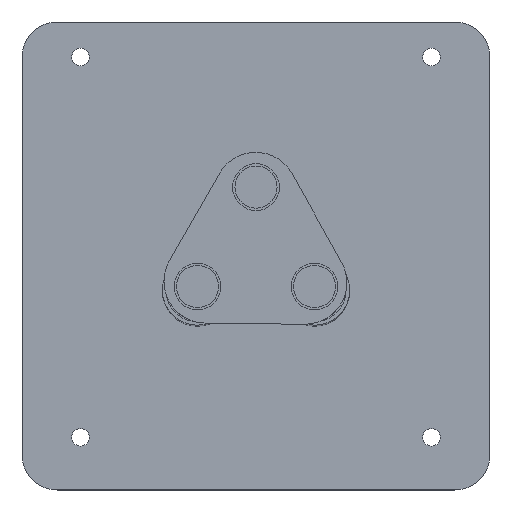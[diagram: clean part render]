
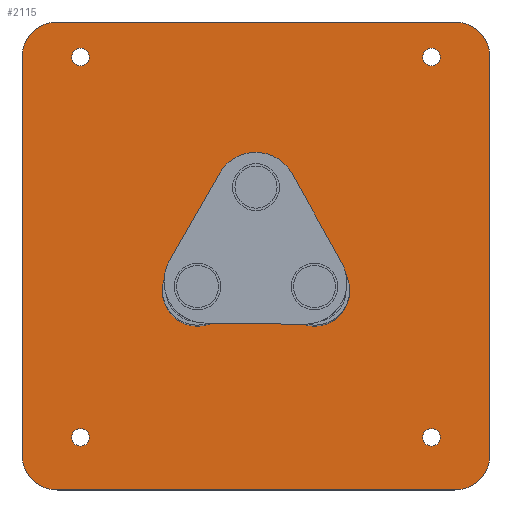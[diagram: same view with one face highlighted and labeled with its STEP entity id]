
A CAD part, top view. The second image highlights one B-rep face of the part: STEP entity #2115.
In plain terms, the highlighted planar face has unit normal (0, 0, 1).
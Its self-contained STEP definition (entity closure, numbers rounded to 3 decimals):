
#127=PLANE('',#2432);
#180=FACE_BOUND('',#525,.T.);
#181=FACE_BOUND('',#526,.T.);
#182=FACE_BOUND('',#527,.T.);
#183=FACE_BOUND('',#528,.T.);
#184=FACE_BOUND('',#529,.T.);
#185=FACE_BOUND('',#530,.T.);
#186=FACE_BOUND('',#531,.T.);
#346=FACE_OUTER_BOUND('',#524,.T.);
#524=EDGE_LOOP('',(#1838,#1839,#1840,#1841,#1842,#1843,#1844,#1845));
#525=EDGE_LOOP('',(#1846));
#526=EDGE_LOOP('',(#1847));
#527=EDGE_LOOP('',(#1848));
#528=EDGE_LOOP('',(#1849));
#529=EDGE_LOOP('',(#1850));
#530=EDGE_LOOP('',(#1851));
#531=EDGE_LOOP('',(#1852));
#648=LINE('',#4488,#758);
#651=LINE('',#4494,#761);
#652=LINE('',#4498,#762);
#653=LINE('',#4502,#763);
#758=VECTOR('',#3061,10.);
#761=VECTOR('',#3066,10.);
#762=VECTOR('',#3069,10.);
#763=VECTOR('',#3072,10.);
#856=CIRCLE('',#2402,30.);
#861=CIRCLE('',#2415,30.);
#863=CIRCLE('',#2418,7.5);
#865=CIRCLE('',#2421,7.5);
#867=CIRCLE('',#2424,7.5);
#869=CIRCLE('',#2427,7.5);
#871=CIRCLE('',#2430,30.);
#872=CIRCLE('',#2433,30.);
#873=CIRCLE('',#2434,30.);
#874=CIRCLE('',#2435,30.);
#875=CIRCLE('',#2436,30.);
#1037=VERTEX_POINT('',#4413);
#1047=VERTEX_POINT('',#4450);
#1049=VERTEX_POINT('',#4456);
#1051=VERTEX_POINT('',#4462);
#1053=VERTEX_POINT('',#4468);
#1055=VERTEX_POINT('',#4474);
#1058=VERTEX_POINT('',#4481);
#1059=VERTEX_POINT('',#4483);
#1060=VERTEX_POINT('',#4487);
#1062=VERTEX_POINT('',#4493);
#1063=VERTEX_POINT('',#4495);
#1064=VERTEX_POINT('',#4497);
#1065=VERTEX_POINT('',#4499);
#1066=VERTEX_POINT('',#4501);
#1067=VERTEX_POINT('',#4504);
#1290=EDGE_CURVE('',#1037,#1037,#856,.T.);
#1309=EDGE_CURVE('',#1047,#1047,#861,.T.);
#1312=EDGE_CURVE('',#1049,#1049,#863,.T.);
#1315=EDGE_CURVE('',#1051,#1051,#865,.T.);
#1318=EDGE_CURVE('',#1053,#1053,#867,.T.);
#1321=EDGE_CURVE('',#1055,#1055,#869,.T.);
#1324=EDGE_CURVE('',#1058,#1059,#871,.T.);
#1326=EDGE_CURVE('',#1059,#1060,#648,.T.);
#1329=EDGE_CURVE('',#1062,#1058,#651,.T.);
#1330=EDGE_CURVE('',#1063,#1062,#872,.T.);
#1331=EDGE_CURVE('',#1064,#1063,#652,.T.);
#1332=EDGE_CURVE('',#1065,#1064,#873,.T.);
#1333=EDGE_CURVE('',#1066,#1065,#653,.T.);
#1334=EDGE_CURVE('',#1060,#1066,#874,.T.);
#1335=EDGE_CURVE('',#1067,#1067,#875,.T.);
#1838=ORIENTED_EDGE('',*,*,#1324,.F.);
#1839=ORIENTED_EDGE('',*,*,#1329,.F.);
#1840=ORIENTED_EDGE('',*,*,#1330,.F.);
#1841=ORIENTED_EDGE('',*,*,#1331,.F.);
#1842=ORIENTED_EDGE('',*,*,#1332,.F.);
#1843=ORIENTED_EDGE('',*,*,#1333,.F.);
#1844=ORIENTED_EDGE('',*,*,#1334,.F.);
#1845=ORIENTED_EDGE('',*,*,#1326,.F.);
#1846=ORIENTED_EDGE('',*,*,#1312,.T.);
#1847=ORIENTED_EDGE('',*,*,#1315,.T.);
#1848=ORIENTED_EDGE('',*,*,#1318,.T.);
#1849=ORIENTED_EDGE('',*,*,#1321,.T.);
#1850=ORIENTED_EDGE('',*,*,#1309,.T.);
#1851=ORIENTED_EDGE('',*,*,#1335,.F.);
#1852=ORIENTED_EDGE('',*,*,#1290,.T.);
#2115=ADVANCED_FACE('',(#346,#180,#181,#182,#183,#184,#185,#186),#127,.F.);
#2402=AXIS2_PLACEMENT_3D('',#4415,#2981,#2982);
#2415=AXIS2_PLACEMENT_3D('',#4452,#3021,#3022);
#2418=AXIS2_PLACEMENT_3D('',#4458,#3028,#3029);
#2421=AXIS2_PLACEMENT_3D('',#4464,#3035,#3036);
#2424=AXIS2_PLACEMENT_3D('',#4470,#3042,#3043);
#2427=AXIS2_PLACEMENT_3D('',#4476,#3049,#3050);
#2430=AXIS2_PLACEMENT_3D('',#4484,#3056,#3057);
#2432=AXIS2_PLACEMENT_3D('',#4492,#3064,#3065);
#2433=AXIS2_PLACEMENT_3D('',#4496,#3067,#3068);
#2434=AXIS2_PLACEMENT_3D('',#4500,#3070,#3071);
#2435=AXIS2_PLACEMENT_3D('',#4503,#3073,#3074);
#2436=AXIS2_PLACEMENT_3D('',#4505,#3075,#3076);
#2981=DIRECTION('center_axis',(0.,0.,-1.));
#2982=DIRECTION('ref_axis',(1.,0.,0.));
#3021=DIRECTION('center_axis',(0.,0.,-1.));
#3022=DIRECTION('ref_axis',(1.,0.,0.));
#3028=DIRECTION('center_axis',(0.,0.,-1.));
#3029=DIRECTION('ref_axis',(1.,0.,0.));
#3035=DIRECTION('center_axis',(0.,0.,-1.));
#3036=DIRECTION('ref_axis',(1.,0.,0.));
#3042=DIRECTION('center_axis',(0.,0.,-1.));
#3043=DIRECTION('ref_axis',(1.,0.,0.));
#3049=DIRECTION('center_axis',(0.,0.,-1.));
#3050=DIRECTION('ref_axis',(1.,0.,0.));
#3056=DIRECTION('center_axis',(0.,0.,-1.));
#3057=DIRECTION('ref_axis',(0.707,0.707,0.));
#3061=DIRECTION('',(0.,-1.,0.));
#3064=DIRECTION('center_axis',(0.,0.,-1.));
#3065=DIRECTION('ref_axis',(1.,0.,0.));
#3066=DIRECTION('',(1.,0.,0.));
#3067=DIRECTION('center_axis',(0.,0.,-1.));
#3068=DIRECTION('ref_axis',(-0.707,0.707,0.));
#3069=DIRECTION('',(0.,1.,0.));
#3070=DIRECTION('center_axis',(0.,0.,-1.));
#3071=DIRECTION('ref_axis',(-0.707,-0.707,0.));
#3072=DIRECTION('',(-1.,0.,0.));
#3073=DIRECTION('center_axis',(0.,0.,-1.));
#3074=DIRECTION('ref_axis',(0.707,-0.707,0.));
#3075=DIRECTION('center_axis',(0.,0.,1.));
#3076=DIRECTION('ref_axis',(1.,0.,0.));
#4413=CARTESIAN_POINT('',(-30.,0.,0.));
#4415=CARTESIAN_POINT('Origin',(0.,0.,0.));
#4450=CARTESIAN_POINT('',(70.,0.,0.));
#4452=CARTESIAN_POINT('Origin',(100.,0.,0.));
#4456=CARTESIAN_POINT('',(-107.5,-125.,0.));
#4458=CARTESIAN_POINT('Origin',(-100.,-125.,0.));
#4462=CARTESIAN_POINT('',(-107.5,200.,0.));
#4464=CARTESIAN_POINT('Origin',(-100.,200.,0.));
#4468=CARTESIAN_POINT('',(192.5,-125.,0.));
#4470=CARTESIAN_POINT('Origin',(200.,-125.,0.));
#4474=CARTESIAN_POINT('',(192.5,200.,0.));
#4476=CARTESIAN_POINT('Origin',(200.,200.,0.));
#4481=CARTESIAN_POINT('',(220.,230.,0.));
#4483=CARTESIAN_POINT('',(250.,200.,0.));
#4484=CARTESIAN_POINT('Origin',(220.,200.,0.));
#4487=CARTESIAN_POINT('',(250.,-140.,0.));
#4488=CARTESIAN_POINT('',(250.,230.,0.));
#4492=CARTESIAN_POINT('Origin',(50.,30.,0.));
#4493=CARTESIAN_POINT('',(-120.,230.,0.));
#4494=CARTESIAN_POINT('',(-150.,230.,0.));
#4495=CARTESIAN_POINT('',(-150.,200.,0.));
#4496=CARTESIAN_POINT('Origin',(-120.,200.,0.));
#4497=CARTESIAN_POINT('',(-150.,-140.,0.));
#4498=CARTESIAN_POINT('',(-150.,-170.,0.));
#4499=CARTESIAN_POINT('',(-120.,-170.,0.));
#4500=CARTESIAN_POINT('Origin',(-120.,-140.,0.));
#4501=CARTESIAN_POINT('',(220.,-170.,0.));
#4502=CARTESIAN_POINT('',(250.,-170.,0.));
#4503=CARTESIAN_POINT('Origin',(220.,-140.,0.));
#4504=CARTESIAN_POINT('',(20.,86.,0.));
#4505=CARTESIAN_POINT('Origin',(50.,86.,0.));
